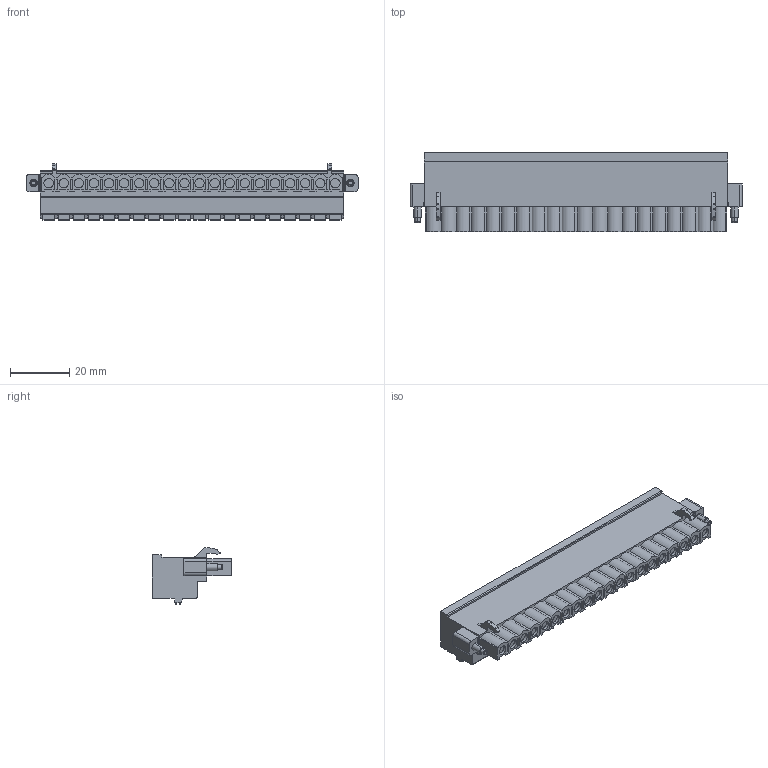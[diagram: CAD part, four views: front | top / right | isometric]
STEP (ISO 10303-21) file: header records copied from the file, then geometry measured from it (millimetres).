
FILE_DESCRIPTION((''),'2;1');
FILE_NAME('3333','2024-09-27T14:05:14',('tluser'),(''),'CREO PARAMETRIC BY PTC INC, 2018100','CREO PARAMETRIC BY PTC INC, 2018100','');
FILE_SCHEMA(('CONFIG_CONTROL_DESIGN'));
Length unit declared in the file: millimetre
Products named in the file (1): 3333
Bounding box: 111.76 x 26.6 x 19.01 mm (x, y, z)
Volume: 28114.3 mm3; surface area: 11962.4 mm2
Topology: 1 solids, 1 shells, 1177 faces, 3024 edges, 2012 vertices
Faces by surface type: plane 788, cylinder 381, cone 4, torus 4
Entity records: 35758 total; most frequent: CARTESIAN_POINT 6213, DIRECTION 6156, ORIENTED_EDGE 6048, EDGE_CURVE 3024, VECTOR 2246, LINE 2246, VERTEX_POINT 2012, AXIS2_PLACEMENT_3D 1955
